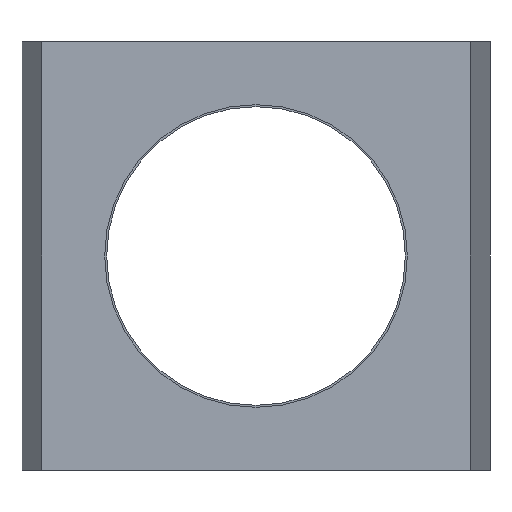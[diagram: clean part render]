
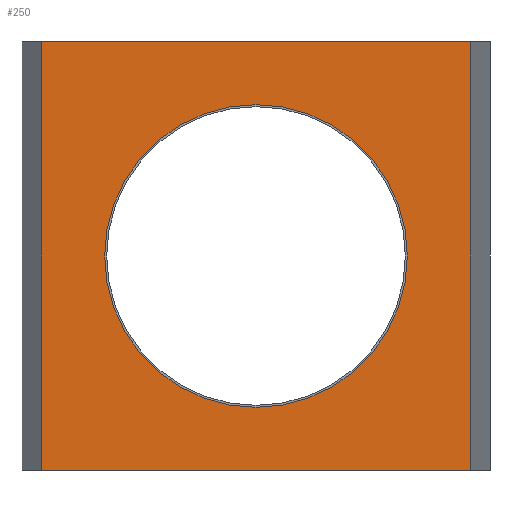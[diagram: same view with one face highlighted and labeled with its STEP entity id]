
A CAD part, front view. The second image highlights one B-rep face of the part: STEP entity #250.
In plain terms, the highlighted planar face has unit normal (0, -1, 0).
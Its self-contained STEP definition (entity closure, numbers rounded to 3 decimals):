
#20 = VERTEX_POINT ( 'NONE', #557 ) ;
#22 = VERTEX_POINT ( 'NONE', #239 ) ;
#26 = DIRECTION ( 'NONE',  ( 0., -1., 0. ) ) ;
#52 = CARTESIAN_POINT ( 'NONE',  ( -430., 0., 430. ) ) ;
#114 = DIRECTION ( 'NONE',  ( 0., 0., -1. ) ) ;
#162 = VECTOR ( 'NONE', #230, 1000. ) ;
#170 = EDGE_LOOP ( 'NONE', ( #340, #659 ) ) ;
#194 = CARTESIAN_POINT ( 'NONE',  ( 0., 0., 0. ) ) ;
#230 = DIRECTION ( 'NONE',  ( 0., 0., -1. ) ) ;
#239 = CARTESIAN_POINT ( 'NONE',  ( 0., 0., -304. ) ) ;
#241 = ORIENTED_EDGE ( 'NONE', *, *, #338, .T. ) ;
#250 = ADVANCED_FACE ( 'NONE', ( #568, #583 ), #792, .F. ) ;
#257 = VECTOR ( 'NONE', #861, 1000. ) ;
#274 = DIRECTION ( 'NONE',  ( 0., 0., 1. ) ) ;
#338 = EDGE_CURVE ( 'NONE', #617, #858, #574, .T. ) ;
#340 = ORIENTED_EDGE ( 'NONE', *, *, #694, .F. ) ;
#389 = CARTESIAN_POINT ( 'NONE',  ( -430., 0., -430. ) ) ;
#397 = CARTESIAN_POINT ( 'NONE',  ( -430., 0., -430. ) ) ;
#404 = EDGE_LOOP ( 'NONE', ( #930, #773, #459, #241 ) ) ;
#411 = CARTESIAN_POINT ( 'NONE',  ( 430., 0., -430. ) ) ;
#427 = EDGE_CURVE ( 'NONE', #20, #616, #756, .T. ) ;
#428 = DIRECTION ( 'NONE',  ( 0., 0., -1. ) ) ;
#431 = AXIS2_PLACEMENT_3D ( 'NONE', #494, #26, #114 ) ;
#435 = AXIS2_PLACEMENT_3D ( 'NONE', #577, #882, #274 ) ;
#459 = ORIENTED_EDGE ( 'NONE', *, *, #618, .F. ) ;
#494 = CARTESIAN_POINT ( 'NONE',  ( 0., 0., 0. ) ) ;
#499 = DIRECTION ( 'NONE',  ( 0., -1., 0. ) ) ;
#557 = CARTESIAN_POINT ( 'NONE',  ( 430., 0., 430. ) ) ;
#568 = FACE_BOUND ( 'NONE', #170, .T. ) ;
#574 = LINE ( 'NONE', #806, #257 ) ;
#577 = CARTESIAN_POINT ( 'NONE',  ( -430., 0., 430. ) ) ;
#583 = FACE_OUTER_BOUND ( 'NONE', #404, .T. ) ;
#616 = VERTEX_POINT ( 'NONE', #411 ) ;
#617 = VERTEX_POINT ( 'NONE', #52 ) ;
#618 = EDGE_CURVE ( 'NONE', #617, #20, #740, .T. ) ;
#623 = CIRCLE ( 'NONE', #431, 304. ) ;
#651 = VERTEX_POINT ( 'NONE', #722 ) ;
#659 = ORIENTED_EDGE ( 'NONE', *, *, #979, .F. ) ;
#677 = VECTOR ( 'NONE', #732, 1000. ) ;
#687 = CARTESIAN_POINT ( 'NONE',  ( 430., 0., 430. ) ) ;
#694 = EDGE_CURVE ( 'NONE', #22, #651, #877, .T. ) ;
#722 = CARTESIAN_POINT ( 'NONE',  ( 0., 0., 304. ) ) ;
#732 = DIRECTION ( 'NONE',  ( 1., 0., 0. ) ) ;
#740 = LINE ( 'NONE', #966, #677 ) ;
#756 = LINE ( 'NONE', #687, #162 ) ;
#773 = ORIENTED_EDGE ( 'NONE', *, *, #427, .F. ) ;
#792 = PLANE ( 'NONE',  #435 ) ;
#806 = CARTESIAN_POINT ( 'NONE',  ( -430., 0., 430. ) ) ;
#841 = EDGE_CURVE ( 'NONE', #858, #616, #928, .T. ) ;
#858 = VERTEX_POINT ( 'NONE', #397 ) ;
#861 = DIRECTION ( 'NONE',  ( 0., 0., -1. ) ) ;
#877 = CIRCLE ( 'NONE', #920, 304. ) ;
#882 = DIRECTION ( 'NONE',  ( 0., 1., 0. ) ) ;
#920 = AXIS2_PLACEMENT_3D ( 'NONE', #194, #499, #428 ) ;
#928 = LINE ( 'NONE', #389, #939 ) ;
#930 = ORIENTED_EDGE ( 'NONE', *, *, #841, .T. ) ;
#939 = VECTOR ( 'NONE', #941, 1000. ) ;
#941 = DIRECTION ( 'NONE',  ( 1., 0., 0. ) ) ;
#966 = CARTESIAN_POINT ( 'NONE',  ( -430., 0., 430. ) ) ;
#979 = EDGE_CURVE ( 'NONE', #651, #22, #623, .T. ) ;
